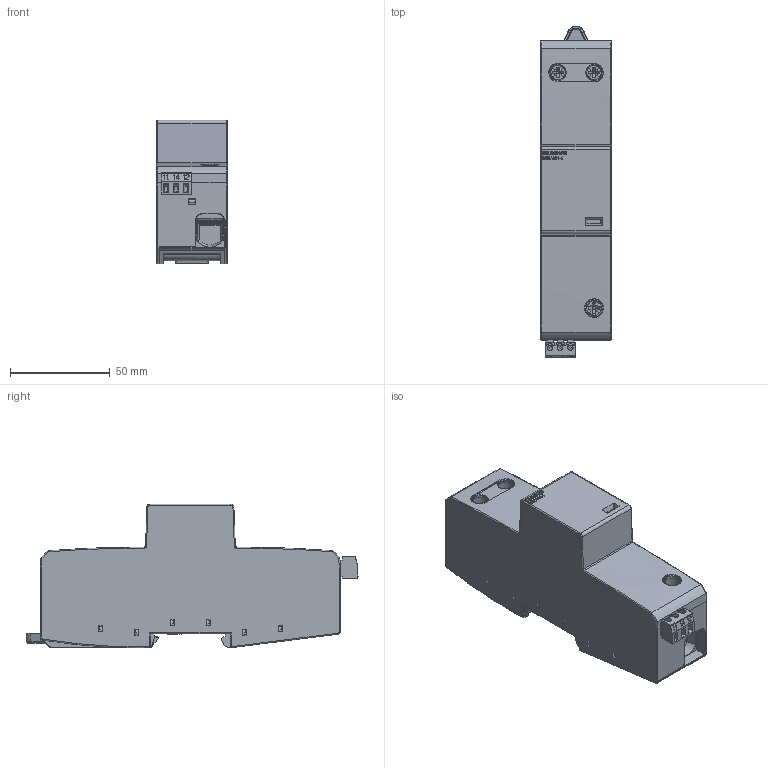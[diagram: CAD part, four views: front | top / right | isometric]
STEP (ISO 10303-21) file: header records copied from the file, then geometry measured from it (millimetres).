
FILE_DESCRIPTION(/* description */ (''),/* implementation_level */ '2;1');
FILE_NAME(/* name */ '5SD7401-1_v.stp',/* time_stamp */ '2025-03-19T08:54:43+01:00',/* author */ ('"(c) Siemens AG Smart Infrastructure"'),/* organization */ ('"(c) Siemens AG - Smart Infrastructure - EP"'),/* preprocessor_version */ 'ST-DEVELOPER v18.101',/* originating_system */ 'SIEMENS PLM Software NX 2008',/* authorisation */ '"Transmittal reproduction, dissemination and/or editing of this document as well as utilization of its contents and communication thereof to others without express authorization is prohibited. Offenders will be held liable for payment of damages. All rights created by patent grant or registration of a utility model or design patent are reserved."');
FILE_SCHEMA (('AUTOMOTIVE_DESIGN { 1 0 10303 214 3 1 1 1 }'));
Products named in the file (1): model2
Bounding box: 35.5 x 166.31 x 72.02 mm (x, y, z)
Volume: 75836.7 mm3; surface area: 101108.4 mm2
Topology: 17 solids, 18 shells, 3246 faces, 8670 edges, 5486 vertices
Faces by surface type: plane 1792, cylinder 759, bspline 675, extrusion 20
Full cylindrical faces by diameter (mm): 0.279 x1, 1.2 x3, 1.6 x3, 2 x7, 2.5 x3, 2.7 x3, 4 x3, 5.2 x2, 5.35 x3, 5.58 x3, 6 x3, 6.4 x3, 7 x3, 12 x3
Entity records: 156671 total; most frequent: CARTESIAN_POINT 72597, ORIENTED_EDGE 16962, DIRECTION 12749, EDGE_CURVE 8481, VERTEX_POINT 5431, VECTOR 5393, LINE 5373, AXIS2_PLACEMENT_3D 3678
